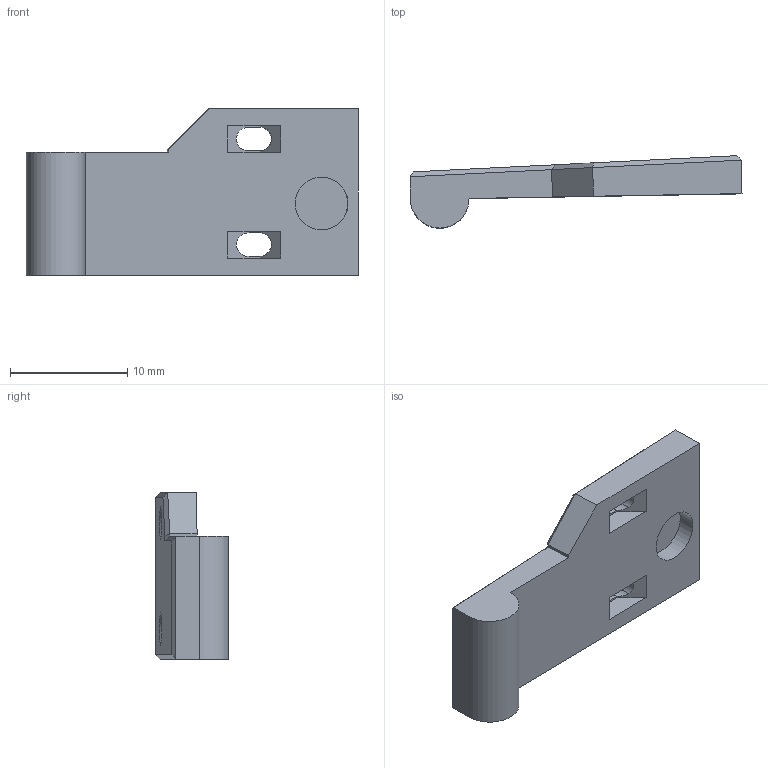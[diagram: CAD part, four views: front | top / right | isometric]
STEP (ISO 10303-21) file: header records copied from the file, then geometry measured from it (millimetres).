
FILE_DESCRIPTION(('STEP AP214'),'1');
FILE_NAME('shuttle trigger.stp','2021-08-10T16:38:52',(' '),(' '),'Spatial InterOp 3D',' ',' ');
FILE_SCHEMA(('AUTOMOTIVE_DESIGN { 1 0 10303 214 1 1 1 1 }'));
Length unit declared in the file: metre
Products named in the file (1): Solid
Bounding box: 28.29 x 6.17 x 14.23 mm (x, y, z)
Volume: 1027.3 mm3; surface area: 1014.4 mm2
Topology: 1 solids, 1 shells, 52 faces, 128 edges, 79 vertices
Faces by surface type: plane 37, cylinder 11, bspline 4
Entity records: 1811 total; most frequent: CARTESIAN_POINT 544, ORIENTED_EDGE 256, DIRECTION 252, EDGE_CURVE 128, LINE 102, VECTOR 102, VERTEX_POINT 79, AXIS2_PLACEMENT_3D 75
